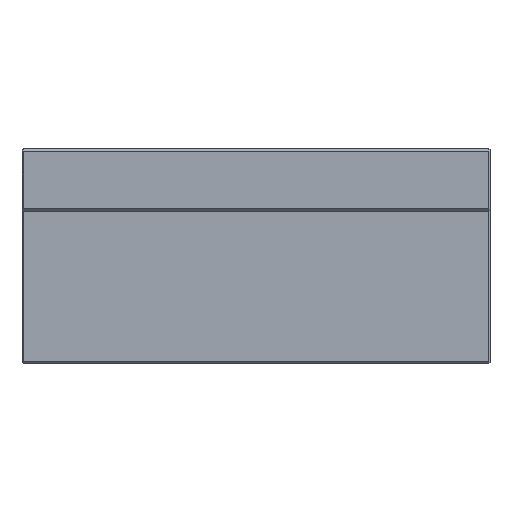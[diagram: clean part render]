
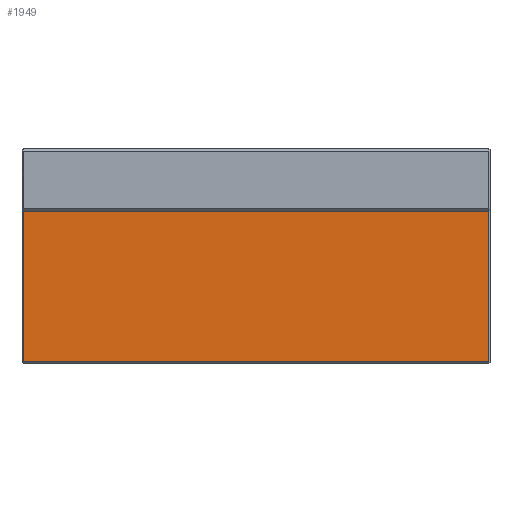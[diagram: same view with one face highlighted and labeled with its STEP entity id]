
A CAD part, top view. The second image highlights one B-rep face of the part: STEP entity #1949.
In plain terms, the highlighted planar face has unit normal (0, 0, 1).
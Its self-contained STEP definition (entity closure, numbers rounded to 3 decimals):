
#155 = VECTOR ( 'NONE', #1175, 1000. ) ;
#164 = LINE ( 'NONE', #1226, #155 ) ;
#212 = LINE ( 'NONE', #365, #221 ) ;
#221 = VECTOR ( 'NONE', #364, 1000. ) ;
#231 = FACE_OUTER_BOUND ( 'NONE', #1561, .T. ) ;
#301 = AXIS2_PLACEMENT_3D ( 'NONE', #492, #428, #534 ) ;
#364 = DIRECTION ( 'NONE',  ( 1., 0., 0. ) ) ;
#365 = CARTESIAN_POINT ( 'NONE',  ( -42.5, -15.75, 23.5 ) ) ;
#428 = DIRECTION ( 'NONE',  ( 0., 0., 1. ) ) ;
#454 = PLANE ( 'NONE',  #301 ) ;
#492 = CARTESIAN_POINT ( 'NONE',  ( -42.5, -16., 23.5 ) ) ;
#534 = DIRECTION ( 'NONE',  ( 1., 0., 0. ) ) ;
#557 = VECTOR ( 'NONE', #1649, 1000. ) ;
#558 = LINE ( 'NONE', #1648, #557 ) ;
#588 = LINE ( 'NONE', #1672, #590 ) ;
#590 = VECTOR ( 'NONE', #1673, 1000. ) ;
#899 = VERTEX_POINT ( 'NONE', #982 ) ;
#916 = VERTEX_POINT ( 'NONE', #1077 ) ;
#945 = VERTEX_POINT ( 'NONE', #999 ) ;
#959 = VERTEX_POINT ( 'NONE', #1012 ) ;
#982 = CARTESIAN_POINT ( 'NONE',  ( -42.25, 11.5, 23.5 ) ) ;
#999 = CARTESIAN_POINT ( 'NONE',  ( 42.25, 11.5, 23.5 ) ) ;
#1012 = CARTESIAN_POINT ( 'NONE',  ( -42.25, -15.75, 23.5 ) ) ;
#1077 = CARTESIAN_POINT ( 'NONE',  ( 42.25, -15.75, 23.5 ) ) ;
#1175 = DIRECTION ( 'NONE',  ( 0., -1., 0. ) ) ;
#1226 = CARTESIAN_POINT ( 'NONE',  ( -42.25, -16., 23.5 ) ) ;
#1553 = ORIENTED_EDGE ( 'NONE', *, *, #2026, .T. ) ;
#1561 = EDGE_LOOP ( 'NONE', ( #1613, #1589, #1553, #1617 ) ) ;
#1589 = ORIENTED_EDGE ( 'NONE', *, *, #2010, .T. ) ;
#1613 = ORIENTED_EDGE ( 'NONE', *, *, #2038, .F. ) ;
#1617 = ORIENTED_EDGE ( 'NONE', *, *, #2048, .T. ) ;
#1648 = CARTESIAN_POINT ( 'NONE',  ( -42.5, 11.5, 23.5 ) ) ;
#1649 = DIRECTION ( 'NONE',  ( 1., 0., 0. ) ) ;
#1672 = CARTESIAN_POINT ( 'NONE',  ( 42.25, 11.5, 23.5 ) ) ;
#1673 = DIRECTION ( 'NONE',  ( 0., 1., 0. ) ) ;
#1949 = ADVANCED_FACE ( 'NONE', ( #231 ), #454, .T. ) ;
#2010 = EDGE_CURVE ( 'NONE', #899, #959, #164, .T. ) ;
#2026 = EDGE_CURVE ( 'NONE', #959, #916, #212, .T. ) ;
#2038 = EDGE_CURVE ( 'NONE', #899, #945, #558, .T. ) ;
#2048 = EDGE_CURVE ( 'NONE', #916, #945, #588, .T. ) ;
